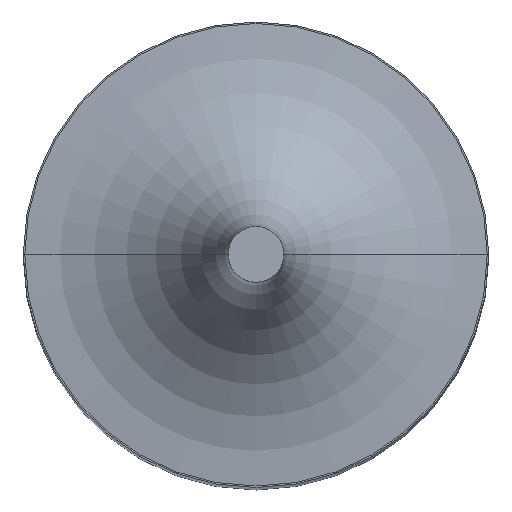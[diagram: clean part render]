
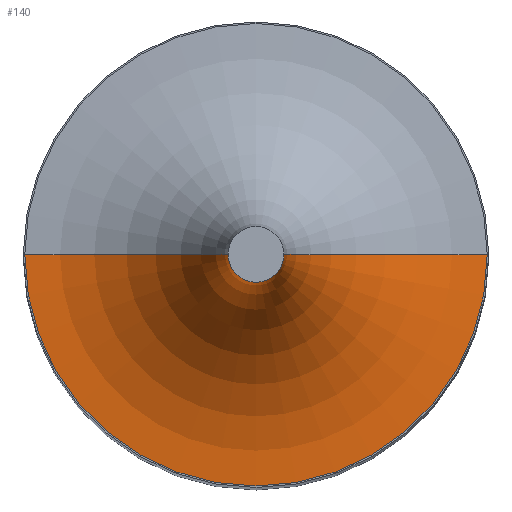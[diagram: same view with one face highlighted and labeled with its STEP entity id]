
A CAD part, top view. The second image highlights one B-rep face of the part: STEP entity #140.
In plain terms, the highlighted toroidal (fillet/blend) face has major radius 12.619 mm and minor radius 11.1 mm.
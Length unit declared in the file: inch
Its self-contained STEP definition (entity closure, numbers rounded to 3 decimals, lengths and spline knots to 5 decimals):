
#44 = DIRECTION ( 'NONE',  ( 0., -1., 0. ) ) ;
#61 = DIRECTION ( 'NONE',  ( -1., 0., 0. ) ) ;
#70 = CARTESIAN_POINT ( 'NONE',  ( 0.05983, 0., 3.99 ) ) ;
#78 = DIRECTION ( 'NONE',  ( 1., 0., 0. ) ) ;
#86 = VERTEX_POINT ( 'NONE', #253 ) ;
#100 = DIRECTION ( 'NONE',  ( 0., 0., -1. ) ) ;
#105 = CIRCLE ( 'NONE', #275, 0.49683 ) ;
#121 = EDGE_CURVE ( 'NONE', #86, #324, #269, .T. ) ;
#131 = CARTESIAN_POINT ( 'NONE',  ( 0.49683, 0., 3.553 ) ) ;
#140 = ADVANCED_FACE ( 'NONE', ( #360 ), #351, .F. ) ;
#144 = AXIS2_PLACEMENT_3D ( 'NONE', #342, #307, #282 ) ;
#150 = AXIS2_PLACEMENT_3D ( 'NONE', #323, #160, #61 ) ;
#152 = VERTEX_POINT ( 'NONE', #131 ) ;
#160 = DIRECTION ( 'NONE',  ( 0., 0., 1. ) ) ;
#161 = EDGE_CURVE ( 'NONE', #152, #324, #105, .T. ) ;
#162 = VERTEX_POINT ( 'NONE', #70 ) ;
#167 = CARTESIAN_POINT ( 'NONE',  ( 0., 0., 3.553 ) ) ;
#173 = CIRCLE ( 'NONE', #144, 0.05983 ) ;
#191 = EDGE_LOOP ( 'NONE', ( #311, #258, #317, #386 ) ) ;
#223 = DIRECTION ( 'NONE',  ( 0., 0., 1. ) ) ;
#240 = CARTESIAN_POINT ( 'NONE',  ( 0.49683, 0., 3.99 ) ) ;
#250 = CARTESIAN_POINT ( 'NONE',  ( -0.49683, 0., 3.99 ) ) ;
#253 = CARTESIAN_POINT ( 'NONE',  ( -0.05983, 0., 3.99 ) ) ;
#258 = ORIENTED_EDGE ( 'NONE', *, *, #344, .T. ) ;
#269 = CIRCLE ( 'NONE', #303, 0.437 ) ;
#270 = CIRCLE ( 'NONE', #377, 0.437 ) ;
#275 = AXIS2_PLACEMENT_3D ( 'NONE', #167, #100, #361 ) ;
#277 = EDGE_CURVE ( 'NONE', #162, #152, #270, .T. ) ;
#282 = DIRECTION ( 'NONE',  ( -1., 0., 0. ) ) ;
#303 = AXIS2_PLACEMENT_3D ( 'NONE', #250, #314, #223 ) ;
#307 = DIRECTION ( 'NONE',  ( 0., 0., -1. ) ) ;
#311 = ORIENTED_EDGE ( 'NONE', *, *, #277, .F. ) ;
#314 = DIRECTION ( 'NONE',  ( 0., 1., 0. ) ) ;
#317 = ORIENTED_EDGE ( 'NONE', *, *, #121, .T. ) ;
#323 = CARTESIAN_POINT ( 'NONE',  ( 0., 0., 3.99 ) ) ;
#324 = VERTEX_POINT ( 'NONE', #335 ) ;
#335 = CARTESIAN_POINT ( 'NONE',  ( -0.49683, 0., 3.553 ) ) ;
#342 = CARTESIAN_POINT ( 'NONE',  ( 0., 0., 3.99 ) ) ;
#344 = EDGE_CURVE ( 'NONE', #162, #86, #173, .T. ) ;
#351 = TOROIDAL_SURFACE ( 'NONE', #150, 0.49683, 0.437 ) ;
#360 = FACE_OUTER_BOUND ( 'NONE', #191, .T. ) ;
#361 = DIRECTION ( 'NONE',  ( -1., 0., 0. ) ) ;
#377 = AXIS2_PLACEMENT_3D ( 'NONE', #240, #44, #78 ) ;
#386 = ORIENTED_EDGE ( 'NONE', *, *, #161, .F. ) ;
